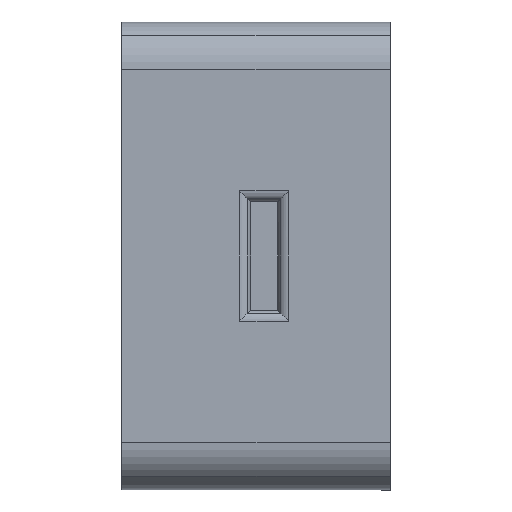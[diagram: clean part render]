
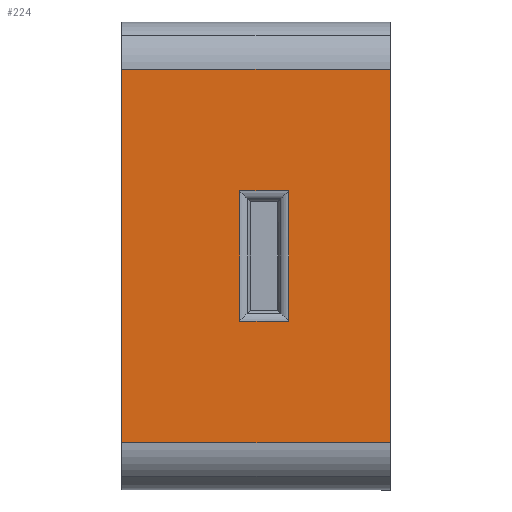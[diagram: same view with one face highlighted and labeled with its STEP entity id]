
A CAD part, left-side view. The second image highlights one B-rep face of the part: STEP entity #224.
In plain terms, the highlighted planar face has unit normal (-1, 0, 0).
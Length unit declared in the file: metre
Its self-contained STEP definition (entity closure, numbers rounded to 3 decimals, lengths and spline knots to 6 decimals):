
#224=ADVANCED_FACE('9:1700',(#718,#719),#720,.T.);
#718=FACE_OUTER_BOUND('',#1399,.T.);
#719=FACE_BOUND('',#1400,.T.);
#720=PLANE('',#1401);
#1399=EDGE_LOOP('',(#3712,#3713,#3714,#3715));
#1400=EDGE_LOOP('',(#3716,#3717,#3718,#3719));
#1401=AXIS2_PLACEMENT_3D('',#3720,#3721,#3722);
#3712=ORIENTED_EDGE('',*,*,#5358,.F.);
#3713=ORIENTED_EDGE('',*,*,#5631,.T.);
#3714=ORIENTED_EDGE('',*,*,#5652,.F.);
#3715=ORIENTED_EDGE('',*,*,#5608,.T.);
#3716=ORIENTED_EDGE('',*,*,#5653,.T.);
#3717=ORIENTED_EDGE('',*,*,#5326,.F.);
#3718=ORIENTED_EDGE('',*,*,#5323,.F.);
#3719=ORIENTED_EDGE('',*,*,#5320,.F.);
#3720=CARTESIAN_POINT('',(-0.01923,0.039064,0.021274));
#3721=DIRECTION('',(-1.0,0.,0.));
#3722=DIRECTION('',(0.,0.,-1.0));
#5320=EDGE_CURVE('3:15409',#6293,#6295,#6296,.T.);
#5323=EDGE_CURVE('3:15164',#6295,#6300,#6301,.T.);
#5326=EDGE_CURVE('3:15350',#6300,#6305,#6306,.T.);
#5358=EDGE_CURVE('1:585',#6365,#6367,#6368,.T.);
#5608=EDGE_CURVE('1:226',#6786,#6367,#6787,.F.);
#5631=EDGE_CURVE('1:229',#6365,#6818,#6820,.T.);
#5652=EDGE_CURVE('1:549',#6786,#6818,#6857,.T.);
#5653=EDGE_CURVE('3:13601',#6293,#6305,#6858,.T.);
#6293=VERTEX_POINT('',#7741);
#6295=VERTEX_POINT('',#7743);
#6296=LINE('',#7744,#7745);
#6300=VERTEX_POINT('',#7750);
#6301=LINE('',#7751,#7752);
#6305=VERTEX_POINT('',#7757);
#6306=LINE('',#7758,#7759);
#6365=VERTEX_POINT('',#7833);
#6367=VERTEX_POINT('',#7835);
#6368=LINE('',#7836,#7837);
#6786=VERTEX_POINT('',#8525);
#6787=LINE('',#8526,#8527);
#6818=VERTEX_POINT('',#8568);
#6820=LINE('',#8570,#8571);
#6857=LINE('',#8626,#8627);
#6858=LINE('',#8628,#8629);
#7741=CARTESIAN_POINT('',(-0.01923,0.014464,0.030874));
#7743=CARTESIAN_POINT('',(-0.01923,0.021664,0.030874));
#7744=CARTESIAN_POINT('',(-0.01923,0.029564,0.030874));
#7745=VECTOR('',#9884,1.0);
#7750=CARTESIAN_POINT('',(-0.01923,0.021664,0.011674));
#7751=CARTESIAN_POINT('',(-0.01923,0.021664,0.021274));
#7752=VECTOR('',#9889,1.0);
#7757=CARTESIAN_POINT('',(-0.01923,0.014464,0.011674));
#7758=CARTESIAN_POINT('',(-0.01923,0.029564,0.011674));
#7759=VECTOR('',#9894,1.0);
#7833=CARTESIAN_POINT('',(-0.01923,0.039064,0.048774));
#7835=CARTESIAN_POINT('',(-0.01923,-0.000536,0.048774));
#7836=CARTESIAN_POINT('',(-0.01923,0.039064,0.048774));
#7837=VECTOR('',#9958,1.0);
#8525=CARTESIAN_POINT('',(-0.01923,-0.000536,-0.006226));
#8526=CARTESIAN_POINT('',(-0.01923,-0.000536,0.021274));
#8527=VECTOR('',#10214,1.0);
#8568=CARTESIAN_POINT('',(-0.01923,0.039064,-0.006226));
#8570=CARTESIAN_POINT('',(-0.01923,0.039064,0.021274));
#8571=VECTOR('',#10261,1.0);
#8626=CARTESIAN_POINT('',(-0.01923,0.039064,-0.006226));
#8627=VECTOR('',#10286,1.0);
#8628=CARTESIAN_POINT('',(-0.01923,0.014464,0.021274));
#8629=VECTOR('',#10287,1.0);
#9884=DIRECTION('',(0.,1.0,0.));
#9889=DIRECTION('',(0.,0.,-1.0));
#9894=DIRECTION('',(0.,-1.0,0.));
#9958=DIRECTION('',(0.,-1.0,0.));
#10214=DIRECTION('',(0.,0.,-1.0));
#10261=DIRECTION('',(0.,0.,-1.0));
#10286=DIRECTION('',(0.0,1.0,0.));
#10287=DIRECTION('',(0.,0.,-1.0));
